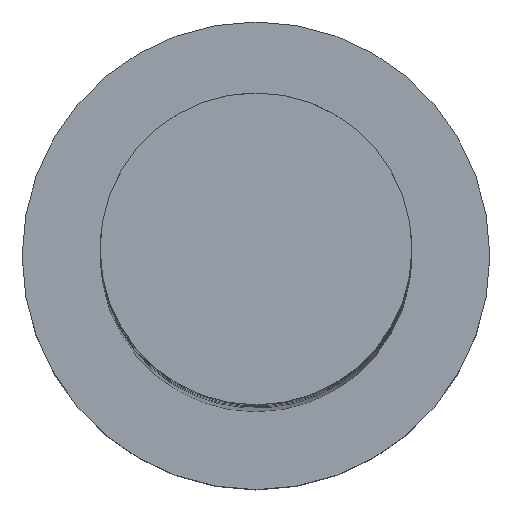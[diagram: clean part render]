
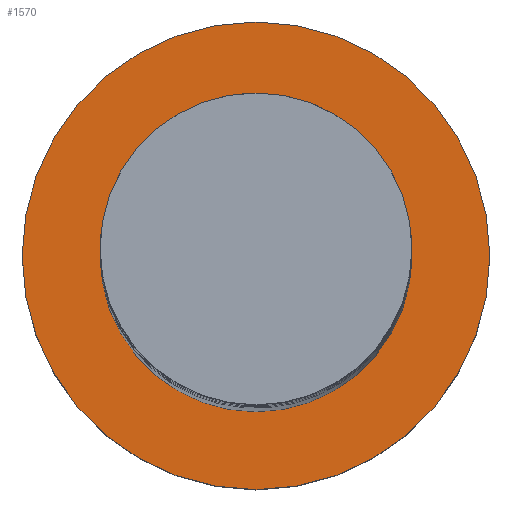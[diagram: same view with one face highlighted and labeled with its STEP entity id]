
A CAD part, top view. The second image highlights one B-rep face of the part: STEP entity #1570.
In plain terms, the highlighted planar face has unit normal (0, 0, 1).
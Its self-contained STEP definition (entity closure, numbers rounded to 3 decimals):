
#25 = CARTESIAN_POINT ( 'NONE',  ( 0., 0., 7. ) ) ;
#28 = AXIS2_PLACEMENT_3D ( 'NONE', #25, #543, #518 ) ;
#55 = EDGE_CURVE ( 'NONE', #1347, #978, #1563, .T. ) ;
#85 = CARTESIAN_POINT ( 'NONE',  ( 0., 0., 7. ) ) ;
#136 = AXIS2_PLACEMENT_3D ( 'NONE', #85, #469, #460 ) ;
#157 = FACE_OUTER_BOUND ( 'NONE', #1110, .T. ) ;
#211 = ORIENTED_EDGE ( 'NONE', *, *, #1007, .T. ) ;
#287 = DIRECTION ( 'NONE',  ( 1., 0., 0. ) ) ;
#305 = CARTESIAN_POINT ( 'NONE',  ( 0., 0., 7. ) ) ;
#387 = CARTESIAN_POINT ( 'NONE',  ( 6., 0., 7. ) ) ;
#460 = DIRECTION ( 'NONE',  ( 1., 0., 0. ) ) ;
#463 = AXIS2_PLACEMENT_3D ( 'NONE', #1349, #1612, #1248 ) ;
#469 = DIRECTION ( 'NONE',  ( 0., 0., 1. ) ) ;
#518 = DIRECTION ( 'NONE',  ( 1., 0., 0. ) ) ;
#528 = ORIENTED_EDGE ( 'NONE', *, *, #614, .T. ) ;
#543 = DIRECTION ( 'NONE',  ( 0., 0., 1. ) ) ;
#614 = EDGE_CURVE ( 'NONE', #1337, #1582, #622, .T. ) ;
#622 = CIRCLE ( 'NONE', #136, 9. ) ;
#665 = CARTESIAN_POINT ( 'NONE',  ( -9., 0., 7. ) ) ;
#700 = CARTESIAN_POINT ( 'NONE',  ( 0., 0., 7. ) ) ;
#978 = VERTEX_POINT ( 'NONE', #1629 ) ;
#1007 = EDGE_CURVE ( 'NONE', #1582, #1337, #1086, .T. ) ;
#1086 = CIRCLE ( 'NONE', #463, 9. ) ;
#1110 = EDGE_LOOP ( 'NONE', ( #211, #528 ) ) ;
#1194 = DIRECTION ( 'NONE',  ( 0., 0., 1. ) ) ;
#1248 = DIRECTION ( 'NONE',  ( 1., 0., 0. ) ) ;
#1283 = ORIENTED_EDGE ( 'NONE', *, *, #1616, .F. ) ;
#1294 = CARTESIAN_POINT ( 'NONE',  ( 9., 0., 7. ) ) ;
#1298 = ORIENTED_EDGE ( 'NONE', *, *, #55, .F. ) ;
#1302 = CIRCLE ( 'NONE', #1518, 6. ) ;
#1305 = DIRECTION ( 'NONE',  ( 0., 0., 1. ) ) ;
#1337 = VERTEX_POINT ( 'NONE', #1294 ) ;
#1338 = FACE_BOUND ( 'NONE', #1399, .T. ) ;
#1347 = VERTEX_POINT ( 'NONE', #387 ) ;
#1349 = CARTESIAN_POINT ( 'NONE',  ( 0., 0., 7. ) ) ;
#1399 = EDGE_LOOP ( 'NONE', ( #1283, #1298 ) ) ;
#1460 = DIRECTION ( 'NONE',  ( 1., 0., 0. ) ) ;
#1518 = AXIS2_PLACEMENT_3D ( 'NONE', #305, #1194, #1460 ) ;
#1559 = PLANE ( 'NONE',  #1566 ) ;
#1563 = CIRCLE ( 'NONE', #28, 6. ) ;
#1566 = AXIS2_PLACEMENT_3D ( 'NONE', #700, #1305, #287 ) ;
#1570 = ADVANCED_FACE ( 'NONE', ( #1338, #157 ), #1559, .T. ) ;
#1582 = VERTEX_POINT ( 'NONE', #665 ) ;
#1612 = DIRECTION ( 'NONE',  ( 0., 0., 1. ) ) ;
#1616 = EDGE_CURVE ( 'NONE', #978, #1347, #1302, .T. ) ;
#1629 = CARTESIAN_POINT ( 'NONE',  ( -6., 0., 7. ) ) ;
